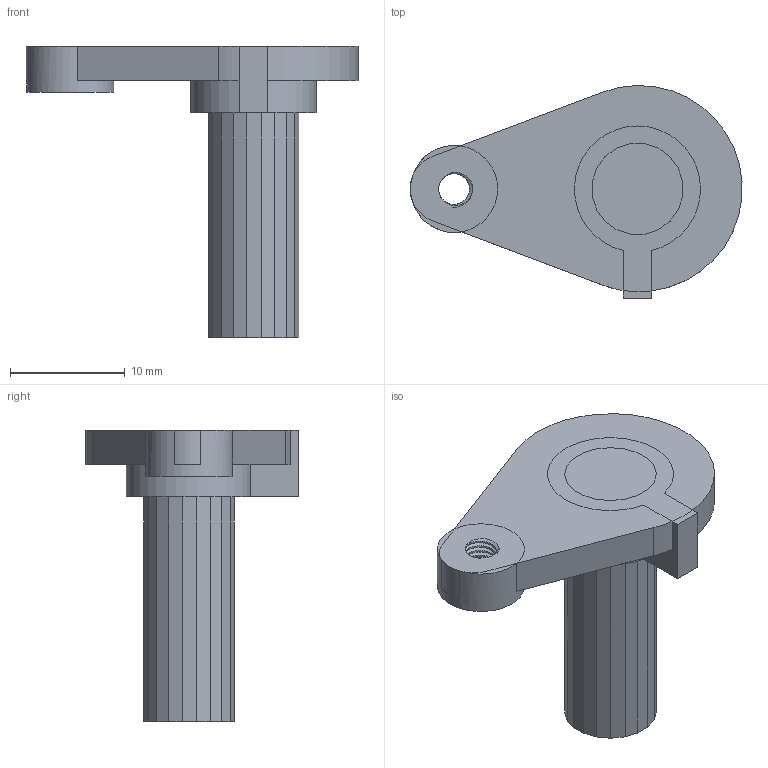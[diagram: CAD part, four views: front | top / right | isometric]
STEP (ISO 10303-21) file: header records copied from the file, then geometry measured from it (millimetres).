
FILE_DESCRIPTION(('FreeCAD Model'),'2;1');
FILE_NAME('Open CASCADE Shape Model','2023-04-27T17:24:36',(''),(''), 'Open CASCADE STEP processor 7.6','FreeCAD','Unknown');
FILE_SCHEMA(('AUTOMOTIVE_DESIGN { 1 0 10303 214 1 1 1 1 }'));
Products named in the file (1): servo_saver_upper
Bounding box: 28.97 x 18.58 x 25.4 mm (x, y, z)
Volume: 2244.3 mm3; surface area: 1894.3 mm2
Topology: 1 solids, 1 shells, 236 faces, 525 edges, 294 vertices
Faces by surface type: bspline 142, cylinder 52, plane 40, cone 2
Full cylindrical faces by diameter (mm): 2.6 x37, 2.7 x6, 7.6 x1
Entity records: 41866 total; most frequent: CARTESIAN_POINT 32459, DIRECTION 1242, ORIENTED_EDGE 1050, PCURVE 1050, DEFINITIONAL_REPRESENTATION 1050, LINE 953, VECTOR 953, B_SPLINE_CURVE_WITH_KNOTS 554
